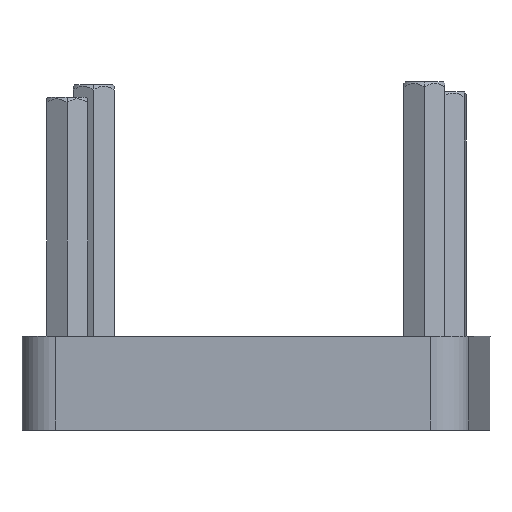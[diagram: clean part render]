
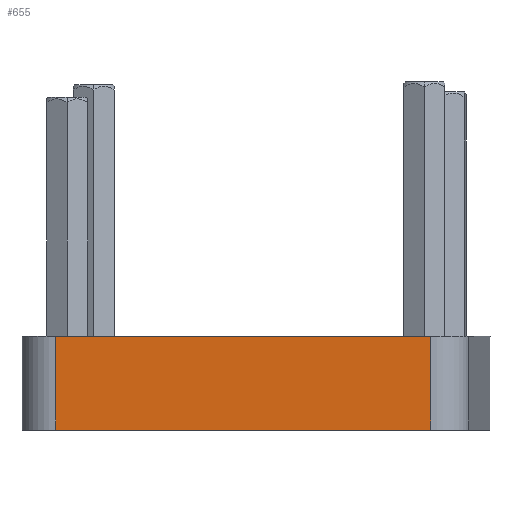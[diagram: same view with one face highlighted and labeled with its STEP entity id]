
A CAD part, front view. The second image highlights one B-rep face of the part: STEP entity #655.
In plain terms, the highlighted face is planar.
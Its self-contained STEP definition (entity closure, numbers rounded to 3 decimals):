
#84 = LINE ( 'NONE', #1070, #1137 ) ;
#233 = EDGE_CURVE ( 'NONE', #6568, #4582, #5128, .T. ) ;
#424 = DIRECTION ( 'NONE',  ( 0., 0., -1. ) ) ;
#655 = ADVANCED_FACE ( 'NONE', ( #6663 ), #2443, .T. ) ;
#738 = DIRECTION ( 'NONE',  ( 0., 0., -1. ) ) ;
#852 = VERTEX_POINT ( 'NONE', #3629 ) ;
#1070 = CARTESIAN_POINT ( 'NONE',  ( 221.915, 165.666, 27.03 ) ) ;
#1137 = VECTOR ( 'NONE', #3144, 1000. ) ;
#1201 = VECTOR ( 'NONE', #424, 1000. ) ;
#1368 = EDGE_CURVE ( 'NONE', #4754, #852, #4709, .T. ) ;
#1391 = DIRECTION ( 'NONE',  ( -1., 0., 0. ) ) ;
#2009 = ORIENTED_EDGE ( 'NONE', *, *, #233, .T. ) ;
#2057 = ORIENTED_EDGE ( 'NONE', *, *, #1368, .F. ) ;
#2320 = EDGE_LOOP ( 'NONE', ( #2009, #5514, #2057, #6346 ) ) ;
#2443 = PLANE ( 'NONE',  #6215 ) ;
#2663 = CARTESIAN_POINT ( 'NONE',  ( 221.915, 165.666, 27.03 ) ) ;
#2898 = DIRECTION ( 'NONE',  ( 0., 0., -1. ) ) ;
#3144 = DIRECTION ( 'NONE',  ( -1., 0., 0. ) ) ;
#3629 = CARTESIAN_POINT ( 'NONE',  ( 221.915, 165.666, 16.53 ) ) ;
#3814 = CARTESIAN_POINT ( 'NONE',  ( 179.915, 165.666, 27.03 ) ) ;
#3927 = CARTESIAN_POINT ( 'NONE',  ( 225.915, 165.666, 18.93 ) ) ;
#3977 = LINE ( 'NONE', #6080, #5845 ) ;
#4202 = CARTESIAN_POINT ( 'NONE',  ( 179.915, 165.666, 16.53 ) ) ;
#4461 = DIRECTION ( 'NONE',  ( 0., -1., 0. ) ) ;
#4582 = VERTEX_POINT ( 'NONE', #4202 ) ;
#4607 = EDGE_CURVE ( 'NONE', #4754, #6568, #84, .T. ) ;
#4709 = LINE ( 'NONE', #2663, #4993 ) ;
#4754 = VERTEX_POINT ( 'NONE', #6417 ) ;
#4976 = EDGE_CURVE ( 'NONE', #852, #4582, #3977, .T. ) ;
#4993 = VECTOR ( 'NONE', #738, 1000. ) ;
#5059 = CARTESIAN_POINT ( 'NONE',  ( 179.915, 165.666, 27.03 ) ) ;
#5128 = LINE ( 'NONE', #5059, #1201 ) ;
#5514 = ORIENTED_EDGE ( 'NONE', *, *, #4976, .F. ) ;
#5845 = VECTOR ( 'NONE', #1391, 1000. ) ;
#6080 = CARTESIAN_POINT ( 'NONE',  ( 225.915, 165.666, 16.53 ) ) ;
#6215 = AXIS2_PLACEMENT_3D ( 'NONE', #3927, #4461, #2898 ) ;
#6346 = ORIENTED_EDGE ( 'NONE', *, *, #4607, .T. ) ;
#6417 = CARTESIAN_POINT ( 'NONE',  ( 221.915, 165.666, 27.03 ) ) ;
#6568 = VERTEX_POINT ( 'NONE', #3814 ) ;
#6663 = FACE_OUTER_BOUND ( 'NONE', #2320, .T. ) ;
